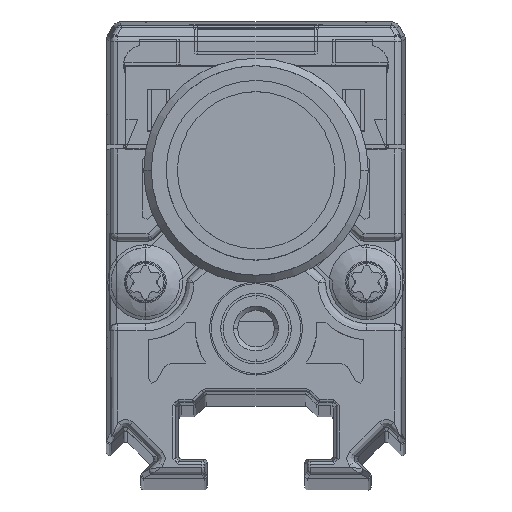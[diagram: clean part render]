
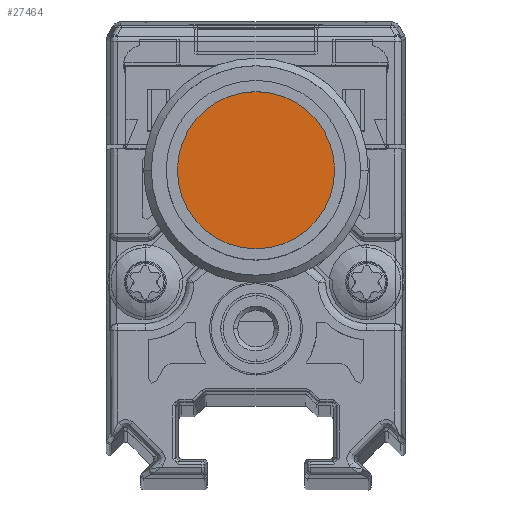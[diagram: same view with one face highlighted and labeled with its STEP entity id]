
A CAD part, top view. The second image highlights one B-rep face of the part: STEP entity #27464.
In plain terms, the highlighted face is planar.
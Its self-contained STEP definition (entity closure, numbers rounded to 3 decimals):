
#26664=CARTESIAN_POINT('',(0.,0.,0.));
#26665=DIRECTION('',(0.,-1.,0.));
#26666=DIRECTION('',(1.,0.,0.));
#26667=AXIS2_PLACEMENT_3D('',#26664,#26665,#26666);
#26669=CARTESIAN_POINT('',(0.,0.,0.));
#26670=DIRECTION('',(0.,-1.,0.));
#26671=DIRECTION('',(-1.,0.,0.));
#26672=AXIS2_PLACEMENT_3D('',#26669,#26670,#26671);
#26770=CARTESIAN_POINT('',(-5.25,0.,0.));
#26771=VERTEX_POINT('',#26770);
#26772=CARTESIAN_POINT('',(5.25,0.,0.));
#26773=VERTEX_POINT('',#26772);
#27455=CARTESIAN_POINT('',(0.,0.,0.));
#27456=DIRECTION('',(0.,-1.,0.));
#27457=DIRECTION('',(1.,0.,0.));
#27458=AXIS2_PLACEMENT_3D('',#27455,#27456,#27457);
#27459=PLANE('',#27458);
#27460=ORIENTED_EDGE('',*,*,#27441,.T.);
#27461=ORIENTED_EDGE('',*,*,#27423,.T.);
#27462=EDGE_LOOP('',(#27460,#27461));
#27463=FACE_OUTER_BOUND('',#27462,.F.);
#27464=ADVANCED_FACE('',(#27463),#27459,.F.);
#26668=CIRCLE('',#26667,5.25);
#26673=CIRCLE('',#26672,5.25);
#27423=EDGE_CURVE('',#26771,#26773,#26673,.T.);
#27441=EDGE_CURVE('',#26773,#26771,#26668,.T.);
